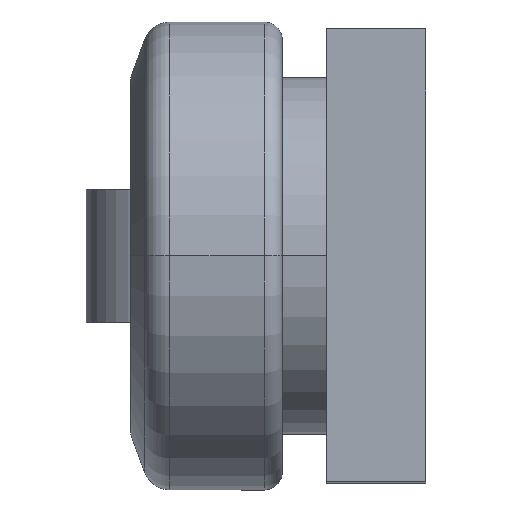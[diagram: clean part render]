
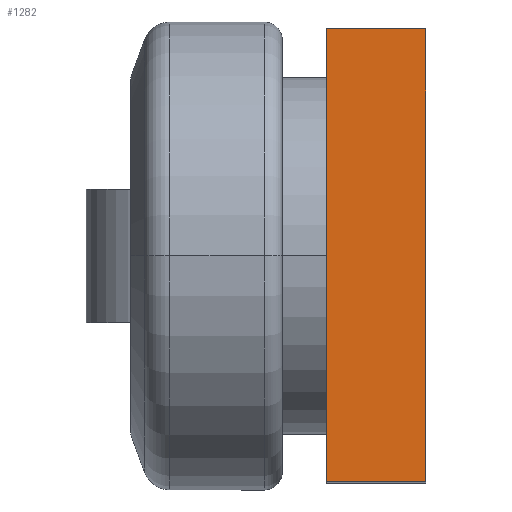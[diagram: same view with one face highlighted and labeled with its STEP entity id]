
A CAD part, top view. The second image highlights one B-rep face of the part: STEP entity #1282.
In plain terms, the highlighted planar face has unit normal (0, 0, 1).
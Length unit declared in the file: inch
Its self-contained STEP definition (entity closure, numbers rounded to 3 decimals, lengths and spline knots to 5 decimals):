
#104 = VERTEX_POINT ( 'NONE', #2362 ) ;
#154 = DIRECTION ( 'NONE',  ( 0., 1., 0. ) ) ;
#201 = VECTOR ( 'NONE', #562, 39.37008 ) ;
#206 = VECTOR ( 'NONE', #1335, 39.37008 ) ;
#351 = CARTESIAN_POINT ( 'NONE',  ( 1.063, -1., 1.75 ) ) ;
#379 = CARTESIAN_POINT ( 'NONE',  ( 1.5005, -1., 1.75 ) ) ;
#385 = EDGE_LOOP ( 'NONE', ( #1725, #948, #2257, #1640 ) ) ;
#562 = DIRECTION ( 'NONE',  ( 0., -1., 0. ) ) ;
#586 = DIRECTION ( 'NONE',  ( 0., -1., 0. ) ) ;
#757 = VECTOR ( 'NONE', #1585, 39.37008 ) ;
#860 = VERTEX_POINT ( 'NONE', #2559 ) ;
#869 = VERTEX_POINT ( 'NONE', #1952 ) ;
#905 = LINE ( 'NONE', #2410, #206 ) ;
#948 = ORIENTED_EDGE ( 'NONE', *, *, #2267, .T. ) ;
#1052 = FACE_OUTER_BOUND ( 'NONE', #385, .T. ) ;
#1103 = EDGE_CURVE ( 'NONE', #104, #869, #1438, .T. ) ;
#1117 = EDGE_CURVE ( 'NONE', #869, #860, #1177, .T. ) ;
#1177 = LINE ( 'NONE', #379, #757 ) ;
#1282 = ADVANCED_FACE ( 'NONE', ( #1052 ), #1638, .F. ) ;
#1335 = DIRECTION ( 'NONE',  ( -1., 0., 0. ) ) ;
#1438 = LINE ( 'NONE', #351, #201 ) ;
#1567 = VERTEX_POINT ( 'NONE', #1947 ) ;
#1585 = DIRECTION ( 'NONE',  ( 1., 0., 0. ) ) ;
#1638 = PLANE ( 'NONE',  #2110 ) ;
#1640 = ORIENTED_EDGE ( 'NONE', *, *, #1103, .T. ) ;
#1643 = EDGE_CURVE ( 'NONE', #1567, #104, #905, .T. ) ;
#1725 = ORIENTED_EDGE ( 'NONE', *, *, #1117, .T. ) ;
#1872 = CARTESIAN_POINT ( 'NONE',  ( 1.063, -1., 1.75 ) ) ;
#1947 = CARTESIAN_POINT ( 'NONE',  ( 1.5005, 1., 1.75 ) ) ;
#1952 = CARTESIAN_POINT ( 'NONE',  ( 1.063, -1., 1.75 ) ) ;
#2033 = CARTESIAN_POINT ( 'NONE',  ( 1.5005, -1., 1.75 ) ) ;
#2110 = AXIS2_PLACEMENT_3D ( 'NONE', #1872, #2470, #586 ) ;
#2257 = ORIENTED_EDGE ( 'NONE', *, *, #1643, .T. ) ;
#2267 = EDGE_CURVE ( 'NONE', #860, #1567, #2621, .T. ) ;
#2362 = CARTESIAN_POINT ( 'NONE',  ( 1.063, 1., 1.75 ) ) ;
#2374 = VECTOR ( 'NONE', #154, 39.37008 ) ;
#2410 = CARTESIAN_POINT ( 'NONE',  ( 1.5005, 1., 1.75 ) ) ;
#2470 = DIRECTION ( 'NONE',  ( 0., 0., -1. ) ) ;
#2559 = CARTESIAN_POINT ( 'NONE',  ( 1.5005, -1., 1.75 ) ) ;
#2621 = LINE ( 'NONE', #2033, #2374 ) ;
